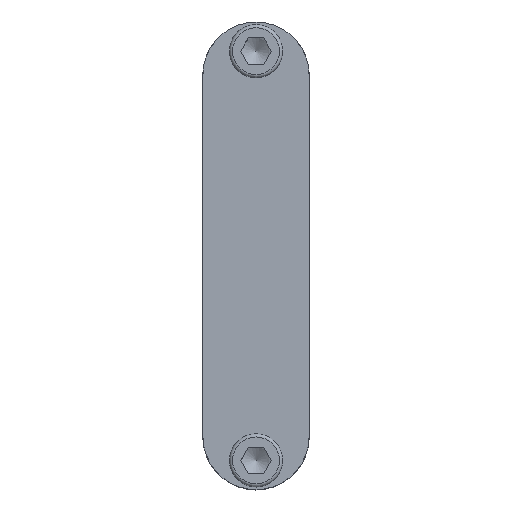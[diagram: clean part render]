
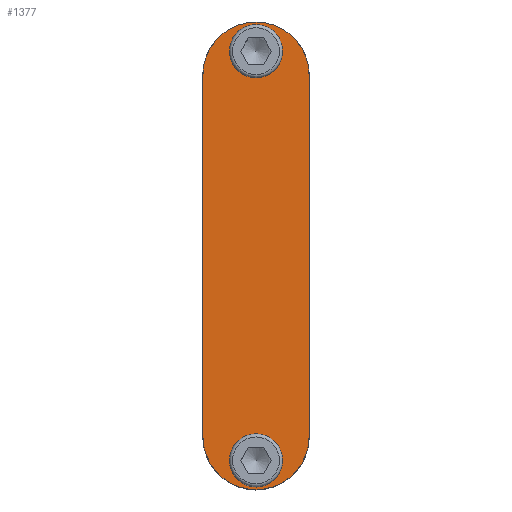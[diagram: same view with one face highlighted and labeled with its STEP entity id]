
A CAD part, top view. The second image highlights one B-rep face of the part: STEP entity #1377.
In plain terms, the highlighted planar face has unit normal (0, 0, 1).
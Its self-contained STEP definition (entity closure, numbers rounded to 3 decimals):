
#108=FACE_BOUND('',#267,.T.);
#109=FACE_BOUND('',#268,.T.);
#135=PLANE('',#1521);
#182=FACE_OUTER_BOUND('',#266,.T.);
#266=EDGE_LOOP('',(#1047,#1048,#1049,#1050));
#267=EDGE_LOOP('',(#1051));
#268=EDGE_LOOP('',(#1052));
#349=LINE('',#2144,#423);
#350=LINE('',#2147,#424);
#423=VECTOR('',#1784,10.);
#424=VECTOR('',#1787,10.);
#492=CIRCLE('',#1500,5.);
#495=CIRCLE('',#1506,5.);
#504=CIRCLE('',#1522,10.);
#505=CIRCLE('',#1523,10.);
#584=VERTEX_POINT('',#2094);
#587=VERTEX_POINT('',#2105);
#598=VERTEX_POINT('',#2140);
#599=VERTEX_POINT('',#2141);
#600=VERTEX_POINT('',#2143);
#601=VERTEX_POINT('',#2145);
#738=EDGE_CURVE('',#584,#584,#492,.T.);
#743=EDGE_CURVE('',#587,#587,#495,.T.);
#759=EDGE_CURVE('',#598,#599,#504,.T.);
#760=EDGE_CURVE('',#600,#598,#349,.T.);
#761=EDGE_CURVE('',#601,#600,#505,.T.);
#762=EDGE_CURVE('',#601,#599,#350,.T.);
#1047=ORIENTED_EDGE('',*,*,#759,.F.);
#1048=ORIENTED_EDGE('',*,*,#760,.F.);
#1049=ORIENTED_EDGE('',*,*,#761,.F.);
#1050=ORIENTED_EDGE('',*,*,#762,.T.);
#1051=ORIENTED_EDGE('',*,*,#738,.T.);
#1052=ORIENTED_EDGE('',*,*,#743,.T.);
#1377=ADVANCED_FACE('',(#182,#108,#109),#135,.T.);
#1500=AXIS2_PLACEMENT_3D('',#2096,#1729,#1730);
#1506=AXIS2_PLACEMENT_3D('',#2107,#1743,#1744);
#1521=AXIS2_PLACEMENT_3D('',#2139,#1780,#1781);
#1522=AXIS2_PLACEMENT_3D('',#2142,#1782,#1783);
#1523=AXIS2_PLACEMENT_3D('',#2146,#1785,#1786);
#1729=DIRECTION('center_axis',(0.,0.,-1.));
#1730=DIRECTION('ref_axis',(-1.,0.,0.));
#1743=DIRECTION('center_axis',(0.,0.,-1.));
#1744=DIRECTION('ref_axis',(-1.,0.,0.));
#1780=DIRECTION('center_axis',(0.,0.,1.));
#1781=DIRECTION('ref_axis',(1.,0.,0.));
#1782=DIRECTION('center_axis',(0.,0.,-1.));
#1783=DIRECTION('ref_axis',(-1.,0.,0.));
#1784=DIRECTION('',(0.,1.,0.));
#1785=DIRECTION('center_axis',(0.,0.,-1.));
#1786=DIRECTION('ref_axis',(1.,0.,0.));
#1787=DIRECTION('',(0.,1.,0.));
#2094=CARTESIAN_POINT('',(5.,38.5,17.5));
#2096=CARTESIAN_POINT('Origin',(0.,38.5,17.5));
#2105=CARTESIAN_POINT('',(5.,-38.5,17.5));
#2107=CARTESIAN_POINT('Origin',(0.,-38.5,17.5));
#2139=CARTESIAN_POINT('Origin',(-10.,0.,17.5));
#2140=CARTESIAN_POINT('',(-10.,34.,17.5));
#2141=CARTESIAN_POINT('',(10.,34.,17.5));
#2142=CARTESIAN_POINT('Origin',(0.,34.,17.5));
#2143=CARTESIAN_POINT('',(-10.,-34.,17.5));
#2144=CARTESIAN_POINT('',(-10.,0.,17.5));
#2145=CARTESIAN_POINT('',(10.,-34.,17.5));
#2146=CARTESIAN_POINT('Origin',(0.,-34.,17.5));
#2147=CARTESIAN_POINT('',(10.,0.,17.5));
